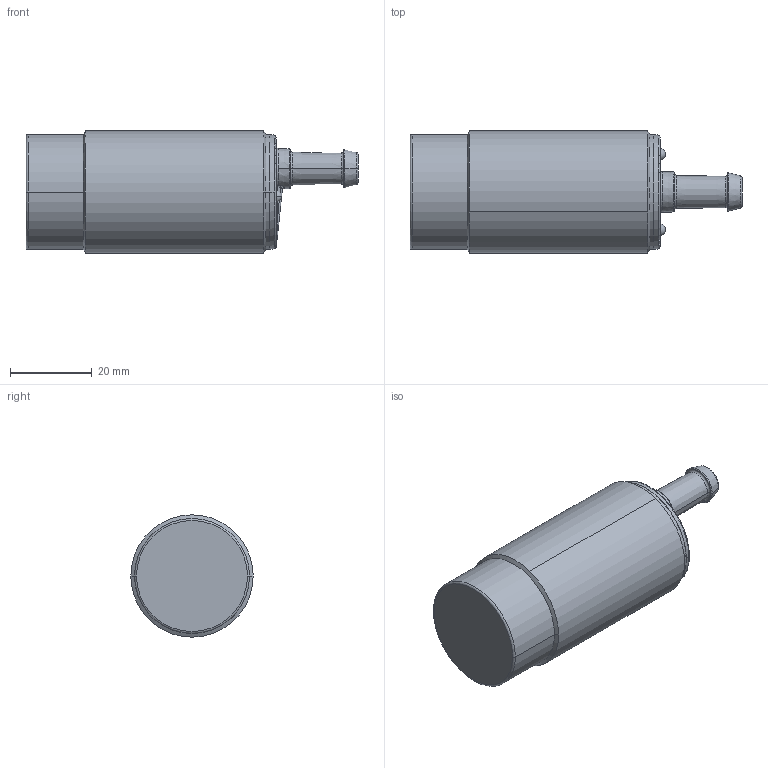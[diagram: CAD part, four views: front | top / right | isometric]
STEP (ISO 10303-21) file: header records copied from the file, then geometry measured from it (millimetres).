
FILE_DESCRIPTION((''),'2;1');
FILE_NAME('4-GEN-TRIPEL-SHIELD-M30-CABLE-N_ASM','2014-09-29T',('msj'),(''),'PRO/ENGINEER BY PARAMETRIC TECHNOLOGY CORPORATION, 2009440','PRO/ENGINEER BY PARAMETRIC TECHNOLOGY CORPORATION, 2009440','');
FILE_SCHEMA(('CONFIG_CONTROL_DESIGN'));
Length unit declared in the file: millimetre
Products named in the file (4): 4-GEN-TRIPEL-SHIELD-M30-C-75790; 4-GEN-TRIPEL-SHIELD-M30-C-77050_ASM; PRT0002; 4-GEN-TRIPEL-SHIELD-M30-CABLE-N_ASM
Assembly tree (3 placements, depth 3):
  4-GEN-TRIPEL-SHIELD-M30-CABLE-N_ASM
    4-GEN-TRIPEL-SHIELD-M30-C-77050_ASM
      4-GEN-TRIPEL-SHIELD-M30-C-75790
    PRT0002
Bounding box: 81 x 29.85 x 29.85 mm (x, y, z)
Volume: 42001.2 mm3; surface area: 7801.9 mm2
Topology: 1 solids, 1 shells, 99 faces, 250 edges, 155 vertices
Faces by surface type: bspline 28, plane 18, cone 18, torus 16, cylinder 15, sphere 4
Entity records: 6185 total; most frequent: CARTESIAN_POINT 3870, ORIENTED_EDGE 488, DIRECTION 435, EDGE_CURVE 244, AXIS2_PLACEMENT_3D 190, VERTEX_POINT 155, CIRCLE 111, EDGE_LOOP 107
